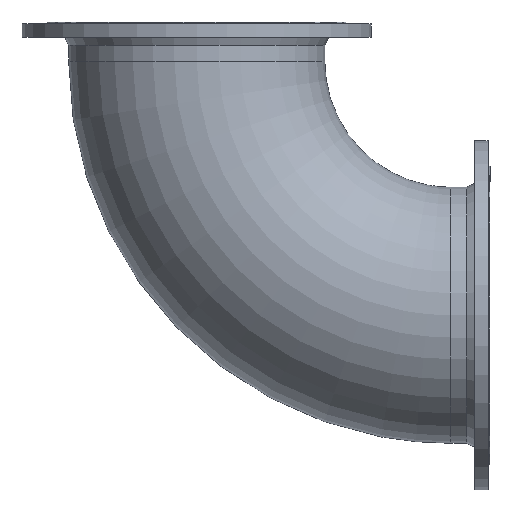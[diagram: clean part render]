
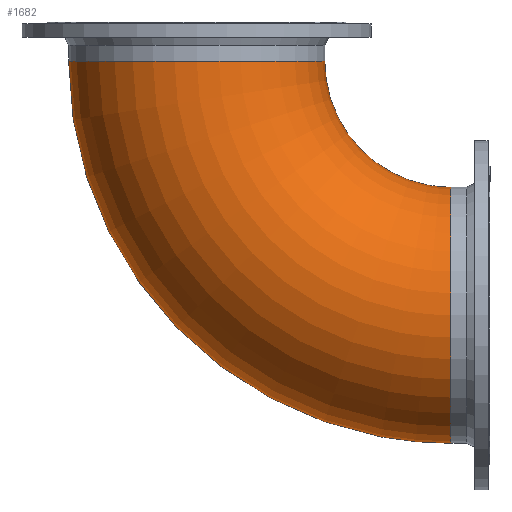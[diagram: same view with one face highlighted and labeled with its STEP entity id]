
A CAD part, front view. The second image highlights one B-rep face of the part: STEP entity #1682.
In plain terms, the highlighted toroidal (fillet/blend) face has major radius 520 mm and minor radius 262 mm.
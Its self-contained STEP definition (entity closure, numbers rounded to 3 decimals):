
#222 = AXIS2_PLACEMENT_3D ( 'NONE', #1145, #1143, #1148 ) ;
#446 = ORIENTED_EDGE ( 'NONE', *, *, #1393, .F. ) ;
#461 = ORIENTED_EDGE ( 'NONE', *, *, #1394, .T. ) ;
#697 = AXIS2_PLACEMENT_3D ( 'NONE', #1088, #1089, #1090 ) ;
#698 = AXIS2_PLACEMENT_3D ( 'NONE', #1092, #1093, #1094 ) ;
#723 = EDGE_LOOP ( 'NONE', ( #446 ) ) ;
#724 = EDGE_LOOP ( 'NONE', ( #461 ) ) ;
#1088 = CARTESIAN_POINT ( 'NONE',  ( 0., 0., -76. ) ) ;
#1089 = DIRECTION ( 'NONE',  ( 0., 0., 1. ) ) ;
#1090 = DIRECTION ( 'NONE',  ( 1., 0., 0. ) ) ;
#1092 = CARTESIAN_POINT ( 'NONE',  ( 520., 0., -596. ) ) ;
#1093 = DIRECTION ( 'NONE',  ( -1., 0., 0. ) ) ;
#1094 = DIRECTION ( 'NONE',  ( 0., 0., 1. ) ) ;
#1143 = DIRECTION ( 'NONE',  ( 0., -1., 0. ) ) ;
#1145 = CARTESIAN_POINT ( 'NONE',  ( 520., 0., -76. ) ) ;
#1148 = DIRECTION ( 'NONE',  ( 0., 0., -1. ) ) ;
#1209 = CARTESIAN_POINT ( 'NONE',  ( 262., 0., -76. ) ) ;
#1210 = CARTESIAN_POINT ( 'NONE',  ( 520., 0., -334. ) ) ;
#1393 = EDGE_CURVE ( 'NONE', #2141, #2141, #2015, .T. ) ;
#1394 = EDGE_CURVE ( 'NONE', #2142, #2142, #2016, .T. ) ;
#1682 = ADVANCED_FACE ( 'NONE', ( #2077, #2081 ), #2080, .T. ) ;
#2015 = CIRCLE ( 'NONE', #697, 262. ) ;
#2016 = CIRCLE ( 'NONE', #698, 262. ) ;
#2077 = FACE_OUTER_BOUND ( 'NONE', #723, .T. ) ;
#2080 = TOROIDAL_SURFACE ( 'NONE', #222, 520., 262. ) ;
#2081 = FACE_OUTER_BOUND ( 'NONE', #724, .T. ) ;
#2141 = VERTEX_POINT ( 'NONE', #1209 ) ;
#2142 = VERTEX_POINT ( 'NONE', #1210 ) ;
